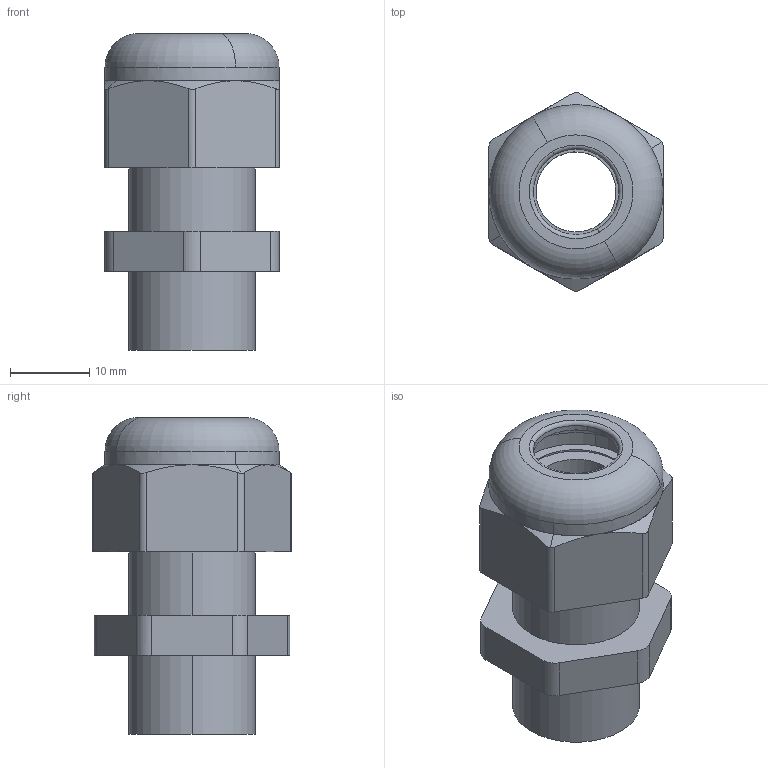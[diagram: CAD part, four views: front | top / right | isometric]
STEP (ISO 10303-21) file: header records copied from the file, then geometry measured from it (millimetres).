
FILE_DESCRIPTION(('CATIA V5 STEP Exchange','CAx-IF Rec.Pracs.--- Model Styling and Organization---1.4--- 2014-01-23'),'2;1');
FILE_NAME ('026175-2_1', '2019-11-07T09:47:54+00:00', ('none'), ('Weidmueller'), 'CATIA Version 5-6 Release 2016 SP3 HF44', 'CATIA V5 STEP AP214', 'none');
FILE_SCHEMA(('AUTOMOTIVE_DESIGN { 1 0 10303 214 1 1 1 1 }'));
Length unit declared in the file: millimetre
Products named in the file (1): VG_M16_5-10
Bounding box: 22 x 25.09 x 40 mm (x, y, z)
Volume: 7425.7 mm3; surface area: 7345.7 mm2
Topology: 3 solids, 3 shells, 85 faces, 244 edges, 168 vertices
Faces by surface type: cylinder 36, plane 27, cone 14, torus 8
Entity records: 2992 total; most frequent: CARTESIAN_POINT 838, ORIENTED_EDGE 488, DIRECTION 348, EDGE_CURVE 244, AXIS2_PLACEMENT_3D 193, VERTEX_POINT 168, CIRCLE 122, EDGE_LOOP 94
